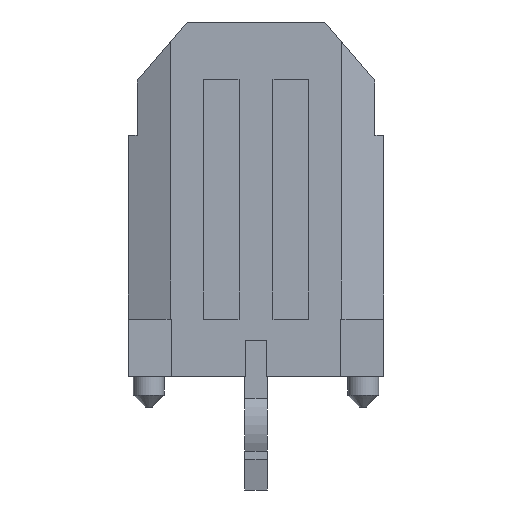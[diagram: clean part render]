
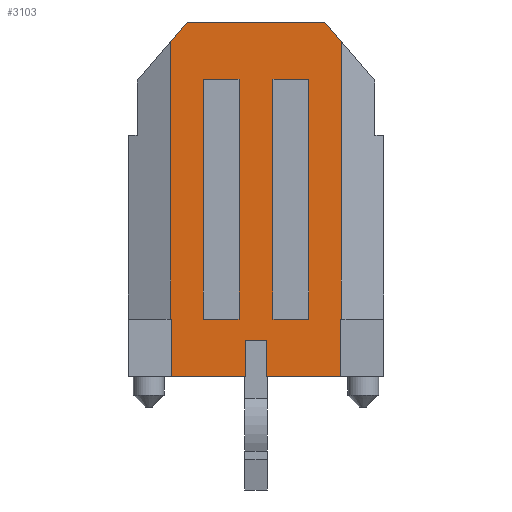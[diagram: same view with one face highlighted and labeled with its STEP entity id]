
A CAD part, front view. The second image highlights one B-rep face of the part: STEP entity #3103.
In plain terms, the highlighted planar face has unit normal (0, -1, 0).
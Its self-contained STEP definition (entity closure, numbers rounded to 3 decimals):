
#53=FACE_BOUND('',#316,.T.);
#54=FACE_BOUND('',#317,.T.);
#146=FACE_OUTER_BOUND('',#315,.T.);
#315=EDGE_LOOP('',(#2516,#2517,#2518,#2519,#2520,#2521,#2522,#2523,#2524,
#2525,#2526,#2527,#2528,#2529));
#316=EDGE_LOOP('',(#2530,#2531,#2532,#2533));
#317=EDGE_LOOP('',(#2534,#2535,#2536,#2537));
#470=LINE('',#4327,#895);
#593=LINE('',#4574,#1018);
#596=LINE('',#4580,#1021);
#599=LINE('',#4584,#1024);
#645=LINE('',#4677,#1070);
#656=LINE('',#4698,#1081);
#664=LINE('',#4714,#1089);
#687=LINE('',#4764,#1112);
#688=LINE('',#4766,#1113);
#689=LINE('',#4768,#1114);
#690=LINE('',#4769,#1115);
#691=LINE('',#4771,#1116);
#692=LINE('',#4773,#1117);
#693=LINE('',#4774,#1118);
#694=LINE('',#4777,#1119);
#695=LINE('',#4779,#1120);
#696=LINE('',#4781,#1121);
#697=LINE('',#4782,#1122);
#698=LINE('',#4785,#1123);
#699=LINE('',#4787,#1124);
#700=LINE('',#4789,#1125);
#701=LINE('',#4790,#1126);
#895=VECTOR('',#3490,0.71);
#1018=VECTOR('',#3679,7.768);
#1021=VECTOR('',#3686,0.71);
#1024=VECTOR('',#3691,3.85);
#1070=VECTOR('',#3769,1.);
#1081=VECTOR('',#3790,0.597);
#1089=VECTOR('',#3808,1.);
#1112=VECTOR('',#3863,2.077);
#1113=VECTOR('',#3864,1.6);
#1114=VECTOR('',#3865,0.009);
#1115=VECTOR('',#3866,7.768);
#1116=VECTOR('',#3867,0.009);
#1117=VECTOR('',#3868,1.6);
#1118=VECTOR('',#3869,2.077);
#1119=VECTOR('',#3870,1.);
#1120=VECTOR('',#3871,6.71);
#1121=VECTOR('',#3872,1.);
#1122=VECTOR('',#3873,6.71);
#1123=VECTOR('',#3874,1.);
#1124=VECTOR('',#3875,6.71);
#1125=VECTOR('',#3876,1.);
#1126=VECTOR('',#3877,6.71);
#1305=VERTEX_POINT('',#4324);
#1306=VERTEX_POINT('',#4326);
#1396=VERTEX_POINT('',#4571);
#1397=VERTEX_POINT('',#4573);
#1398=VERTEX_POINT('',#4579);
#1428=VERTEX_POINT('',#4674);
#1429=VERTEX_POINT('',#4676);
#1434=VERTEX_POINT('',#4696);
#1437=VERTEX_POINT('',#4712);
#1448=VERTEX_POINT('',#4763);
#1449=VERTEX_POINT('',#4765);
#1450=VERTEX_POINT('',#4767);
#1451=VERTEX_POINT('',#4770);
#1452=VERTEX_POINT('',#4772);
#1453=VERTEX_POINT('',#4775);
#1454=VERTEX_POINT('',#4776);
#1455=VERTEX_POINT('',#4778);
#1456=VERTEX_POINT('',#4780);
#1457=VERTEX_POINT('',#4783);
#1458=VERTEX_POINT('',#4784);
#1459=VERTEX_POINT('',#4786);
#1460=VERTEX_POINT('',#4788);
#1612=EDGE_CURVE('',#1306,#1305,#470,.T.);
#1739=EDGE_CURVE('',#1397,#1396,#593,.T.);
#1742=EDGE_CURVE('',#1398,#1397,#596,.T.);
#1745=EDGE_CURVE('',#1398,#1305,#599,.T.);
#1791=EDGE_CURVE('',#1429,#1428,#645,.T.);
#1802=EDGE_CURVE('',#1428,#1434,#656,.T.);
#1810=EDGE_CURVE('',#1437,#1434,#664,.T.);
#1833=EDGE_CURVE('',#1448,#1437,#687,.T.);
#1834=EDGE_CURVE('',#1449,#1448,#688,.T.);
#1835=EDGE_CURVE('',#1449,#1450,#689,.T.);
#1836=EDGE_CURVE('',#1306,#1450,#690,.T.);
#1837=EDGE_CURVE('',#1396,#1451,#691,.T.);
#1838=EDGE_CURVE('',#1451,#1452,#692,.T.);
#1839=EDGE_CURVE('',#1429,#1452,#693,.T.);
#1840=EDGE_CURVE('',#1453,#1454,#694,.T.);
#1841=EDGE_CURVE('',#1455,#1454,#695,.T.);
#1842=EDGE_CURVE('',#1456,#1455,#696,.T.);
#1843=EDGE_CURVE('',#1456,#1453,#697,.T.);
#1844=EDGE_CURVE('',#1457,#1458,#698,.T.);
#1845=EDGE_CURVE('',#1459,#1458,#699,.T.);
#1846=EDGE_CURVE('',#1460,#1459,#700,.T.);
#1847=EDGE_CURVE('',#1460,#1457,#701,.T.);
#2516=ORIENTED_EDGE('',*,*,#1791,.T.);
#2517=ORIENTED_EDGE('',*,*,#1802,.T.);
#2518=ORIENTED_EDGE('',*,*,#1810,.F.);
#2519=ORIENTED_EDGE('',*,*,#1833,.F.);
#2520=ORIENTED_EDGE('',*,*,#1834,.F.);
#2521=ORIENTED_EDGE('',*,*,#1835,.T.);
#2522=ORIENTED_EDGE('',*,*,#1836,.F.);
#2523=ORIENTED_EDGE('',*,*,#1612,.T.);
#2524=ORIENTED_EDGE('',*,*,#1745,.F.);
#2525=ORIENTED_EDGE('',*,*,#1742,.T.);
#2526=ORIENTED_EDGE('',*,*,#1739,.T.);
#2527=ORIENTED_EDGE('',*,*,#1837,.T.);
#2528=ORIENTED_EDGE('',*,*,#1838,.T.);
#2529=ORIENTED_EDGE('',*,*,#1839,.F.);
#2530=ORIENTED_EDGE('',*,*,#1840,.T.);
#2531=ORIENTED_EDGE('',*,*,#1841,.F.);
#2532=ORIENTED_EDGE('',*,*,#1842,.F.);
#2533=ORIENTED_EDGE('',*,*,#1843,.T.);
#2534=ORIENTED_EDGE('',*,*,#1844,.T.);
#2535=ORIENTED_EDGE('',*,*,#1845,.F.);
#2536=ORIENTED_EDGE('',*,*,#1846,.F.);
#2537=ORIENTED_EDGE('',*,*,#1847,.T.);
#2949=PLANE('',#3285);
#3103=ADVANCED_FACE('',(#146,#53,#54),#2949,.T.);
#3285=AXIS2_PLACEMENT_3D('',#4762,#3861,#3862);
#3490=DIRECTION('',(-0.647,0.,0.763));
#3679=DIRECTION('',(0.,0.,-1.));
#3686=DIRECTION('',(-0.647,0.,-0.763));
#3691=DIRECTION('',(1.,0.,0.));
#3769=DIRECTION('',(0.,0.,1.));
#3790=DIRECTION('',(1.,0.,0.));
#3808=DIRECTION('',(0.,0.,1.));
#3861=DIRECTION('center_axis',(0.,-1.,0.));
#3862=DIRECTION('ref_axis',(0.,0.,-1.));
#3863=DIRECTION('',(-1.,0.,0.));
#3864=DIRECTION('',(0.,0.,-1.));
#3865=DIRECTION('',(1.,0.,0.));
#3866=DIRECTION('',(0.,0.,-1.));
#3867=DIRECTION('',(1.,0.,0.));
#3868=DIRECTION('',(0.,0.,-1.));
#3869=DIRECTION('',(-1.,0.,0.));
#3870=DIRECTION('',(1.,0.,0.));
#3871=DIRECTION('',(0.,0.,1.));
#3872=DIRECTION('',(1.,0.,0.));
#3873=DIRECTION('',(0.,0.,1.));
#3874=DIRECTION('',(1.,0.,0.));
#3875=DIRECTION('',(0.,0.,1.));
#3876=DIRECTION('',(1.,0.,0.));
#3877=DIRECTION('',(0.,0.,1.));
#4324=CARTESIAN_POINT('',(1.925,-3.43,4.955));
#4326=CARTESIAN_POINT('',(2.384,-3.43,4.413));
#4327=CARTESIAN_POINT('',(2.384,-3.43,4.413));
#4571=CARTESIAN_POINT('',(-2.384,-3.43,-3.355));
#4573=CARTESIAN_POINT('',(-2.384,-3.43,4.413));
#4574=CARTESIAN_POINT('',(-2.384,-3.43,4.413));
#4579=CARTESIAN_POINT('',(-1.925,-3.43,4.955));
#4580=CARTESIAN_POINT('',(-1.925,-3.43,4.955));
#4584=CARTESIAN_POINT('',(-1.925,-3.43,4.955));
#4674=CARTESIAN_POINT('',(-0.299,-3.43,-3.955));
#4676=CARTESIAN_POINT('',(-0.299,-3.43,-4.955));
#4677=CARTESIAN_POINT('',(-0.299,-3.43,-4.955));
#4696=CARTESIAN_POINT('',(0.299,-3.43,-3.955));
#4698=CARTESIAN_POINT('',(-0.299,-3.43,-3.955));
#4712=CARTESIAN_POINT('',(0.299,-3.43,-4.955));
#4714=CARTESIAN_POINT('',(0.299,-3.43,-4.955));
#4762=CARTESIAN_POINT('Origin',(-3.325,-3.43,4.955));
#4763=CARTESIAN_POINT('',(2.375,-3.43,-4.955));
#4764=CARTESIAN_POINT('',(2.375,-3.43,-4.955));
#4765=CARTESIAN_POINT('',(2.375,-3.43,-3.355));
#4766=CARTESIAN_POINT('',(2.375,-3.43,-3.355));
#4767=CARTESIAN_POINT('',(2.384,-3.43,-3.355));
#4768=CARTESIAN_POINT('',(2.375,-3.43,-3.355));
#4769=CARTESIAN_POINT('',(2.384,-3.43,4.413));
#4770=CARTESIAN_POINT('',(-2.375,-3.43,-3.355));
#4771=CARTESIAN_POINT('',(-2.384,-3.43,-3.355));
#4772=CARTESIAN_POINT('',(-2.375,-3.43,-4.955));
#4773=CARTESIAN_POINT('',(-2.375,-3.43,-3.355));
#4774=CARTESIAN_POINT('',(-0.299,-3.43,-4.955));
#4775=CARTESIAN_POINT('',(0.475,-3.43,3.355));
#4776=CARTESIAN_POINT('',(1.475,-3.43,3.355));
#4777=CARTESIAN_POINT('',(0.475,-3.43,3.355));
#4778=CARTESIAN_POINT('',(1.475,-3.43,-3.355));
#4779=CARTESIAN_POINT('',(1.475,-3.43,-3.355));
#4780=CARTESIAN_POINT('',(0.475,-3.43,-3.355));
#4781=CARTESIAN_POINT('',(0.475,-3.43,-3.355));
#4782=CARTESIAN_POINT('',(0.475,-3.43,-3.355));
#4783=CARTESIAN_POINT('',(-1.475,-3.43,3.355));
#4784=CARTESIAN_POINT('',(-0.475,-3.43,3.355));
#4785=CARTESIAN_POINT('',(-1.475,-3.43,3.355));
#4786=CARTESIAN_POINT('',(-0.475,-3.43,-3.355));
#4787=CARTESIAN_POINT('',(-0.475,-3.43,-3.355));
#4788=CARTESIAN_POINT('',(-1.475,-3.43,-3.355));
#4789=CARTESIAN_POINT('',(-1.475,-3.43,-3.355));
#4790=CARTESIAN_POINT('',(-1.475,-3.43,-3.355));
